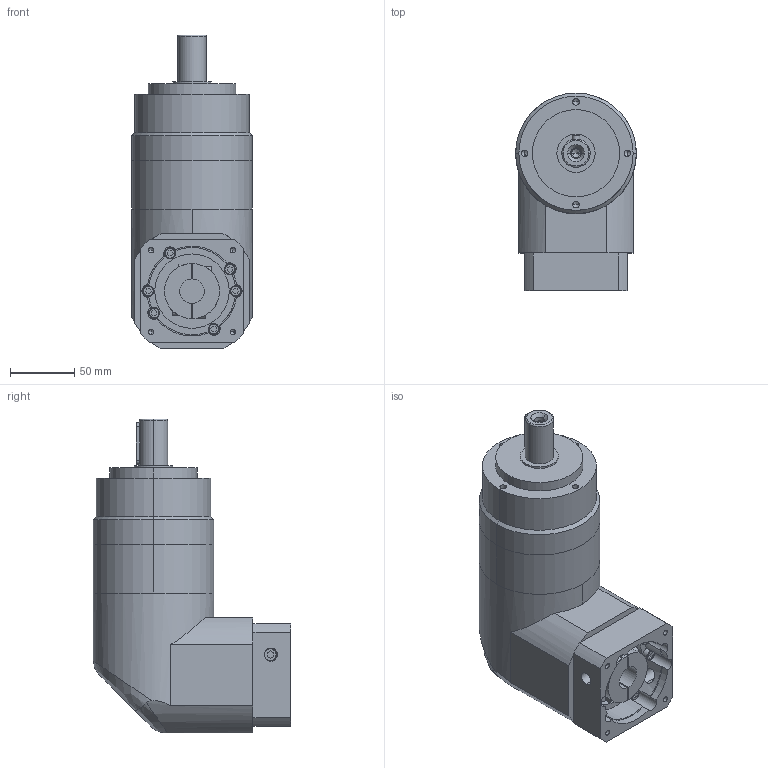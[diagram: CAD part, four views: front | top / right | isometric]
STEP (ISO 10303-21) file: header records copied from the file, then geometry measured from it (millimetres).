
FILE_DESCRIPTION (( 'STEP AP203' ), '1' );
FILE_NAME ('GPER090-L2-(19-70-90-M5).STEP', '2022-05-26T07:08:16', ( '微软用户' ), ( '微软中国' ), 'SwSTEP 2.0', 'SolidWorks 2018', '' );
FILE_SCHEMA (( 'CONFIG_CONTROL_DESIGN' ));
Length unit declared in the file: millimetre
Products named in the file (1): GPER090-L2-(19-70-90-M5)
Bounding box: 94 x 154 x 244.5 mm (x, y, z)
Volume: 1679515.4 mm3; surface area: 140954.8 mm2
Topology: 6 solids, 6 shells, 289 faces, 703 edges, 443 vertices
Faces by surface type: plane 127, cylinder 119, cone 22, torus 18, bspline 3
Entity records: 9145 total; most frequent: CARTESIAN_POINT 2181, DIRECTION 1512, ORIENTED_EDGE 1370, EDGE_CURVE 685, AXIS2_PLACEMENT_3D 574, VERTEX_POINT 443, LINE 364, VECTOR 364
